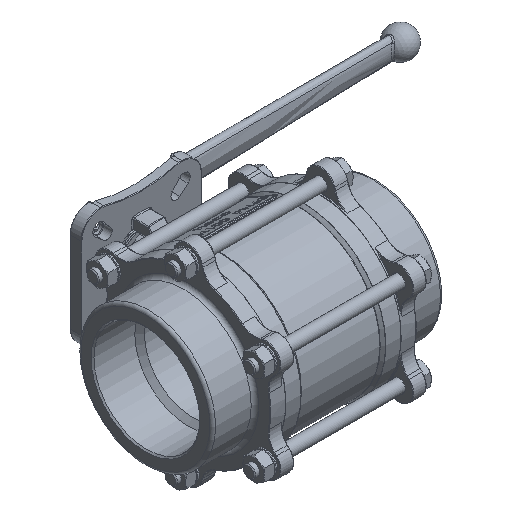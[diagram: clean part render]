
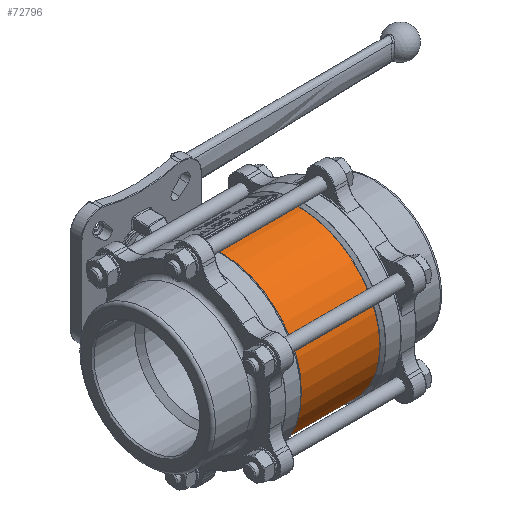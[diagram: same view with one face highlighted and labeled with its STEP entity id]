
A CAD part, isometric view. The second image highlights one B-rep face of the part: STEP entity #72796.
In plain terms, the highlighted cylindrical face has radius 83 mm (diameter 166 mm), a partial arc.
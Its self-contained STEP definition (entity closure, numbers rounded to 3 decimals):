
#1142 = EDGE_LOOP ( 'NONE', ( #46050, #1975, #38080, #84337 ) ) ;
#1975 = ORIENTED_EDGE ( 'NONE', *, *, #9189, .T. ) ;
#5053 = VECTOR ( 'NONE', #56355, 1000. ) ;
#9189 = EDGE_CURVE ( 'NONE', #58610, #22424, #22786, .T. ) ;
#9591 = CYLINDRICAL_SURFACE ( 'NONE', #30144, 83. ) ;
#13739 = VERTEX_POINT ( 'NONE', #16045 ) ;
#14949 = VECTOR ( 'NONE', #26290, 1000. ) ;
#16045 = CARTESIAN_POINT ( 'NONE',  ( -40.793, 24.543, 79.288 ) ) ;
#17137 = AXIS2_PLACEMENT_3D ( 'NONE', #19866, #68533, #81003 ) ;
#18144 = DIRECTION ( 'NONE',  ( 1., 0., 0. ) ) ;
#19419 = DIRECTION ( 'NONE',  ( 0., 0., -1. ) ) ;
#19866 = CARTESIAN_POINT ( 'NONE',  ( 40.793, 0., 0. ) ) ;
#22424 = VERTEX_POINT ( 'NONE', #51990 ) ;
#22786 = CIRCLE ( 'NONE', #17137, 83. ) ;
#26290 = DIRECTION ( 'NONE',  ( 1., 0., 0. ) ) ;
#28108 = EDGE_CURVE ( 'NONE', #22424, #13739, #28509, .T. ) ;
#28509 = LINE ( 'NONE', #29369, #5053 ) ;
#29369 = CARTESIAN_POINT ( 'NONE',  ( 44., 24.543, 79.288 ) ) ;
#30144 = AXIS2_PLACEMENT_3D ( 'NONE', #38703, #86659, #59064 ) ;
#38080 = ORIENTED_EDGE ( 'NONE', *, *, #28108, .T. ) ;
#38703 = CARTESIAN_POINT ( 'NONE',  ( 44., 0., 0. ) ) ;
#39104 = CARTESIAN_POINT ( 'NONE',  ( 44., 24.543, -79.288 ) ) ;
#46050 = ORIENTED_EDGE ( 'NONE', *, *, #49382, .T. ) ;
#49382 = EDGE_CURVE ( 'NONE', #61124, #58610, #86198, .T. ) ;
#51990 = CARTESIAN_POINT ( 'NONE',  ( 40.793, 24.543, 79.288 ) ) ;
#56355 = DIRECTION ( 'NONE',  ( -1., 0., 0. ) ) ;
#57852 = CARTESIAN_POINT ( 'NONE',  ( 40.793, 24.543, -79.288 ) ) ;
#58610 = VERTEX_POINT ( 'NONE', #57852 ) ;
#59064 = DIRECTION ( 'NONE',  ( 0., 0., 1. ) ) ;
#61124 = VERTEX_POINT ( 'NONE', #74890 ) ;
#68533 = DIRECTION ( 'NONE',  ( -1., 0., 0. ) ) ;
#70237 = FACE_OUTER_BOUND ( 'NONE', #1142, .T. ) ;
#72796 = ADVANCED_FACE ( 'NONE', ( #70237 ), #9591, .T. ) ;
#74890 = CARTESIAN_POINT ( 'NONE',  ( -40.793, 24.543, -79.288 ) ) ;
#78927 = EDGE_CURVE ( 'NONE', #13739, #61124, #80836, .T. ) ;
#80113 = CARTESIAN_POINT ( 'NONE',  ( -40.793, 0., 0. ) ) ;
#80836 = CIRCLE ( 'NONE', #83715, 83. ) ;
#81003 = DIRECTION ( 'NONE',  ( 0., 0., 1. ) ) ;
#83715 = AXIS2_PLACEMENT_3D ( 'NONE', #80113, #18144, #19419 ) ;
#84337 = ORIENTED_EDGE ( 'NONE', *, *, #78927, .T. ) ;
#86198 = LINE ( 'NONE', #39104, #14949 ) ;
#86659 = DIRECTION ( 'NONE',  ( -1., 0., 0. ) ) ;
